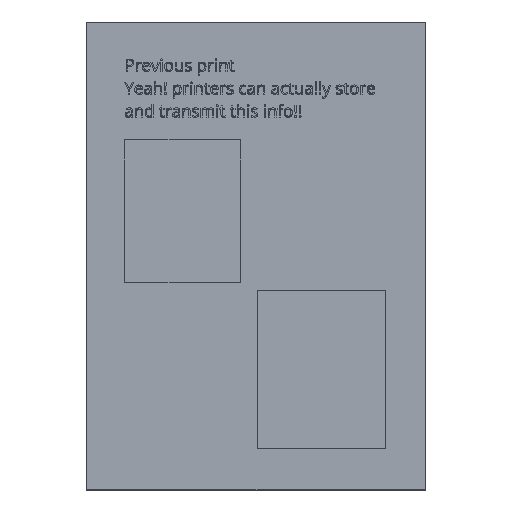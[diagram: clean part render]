
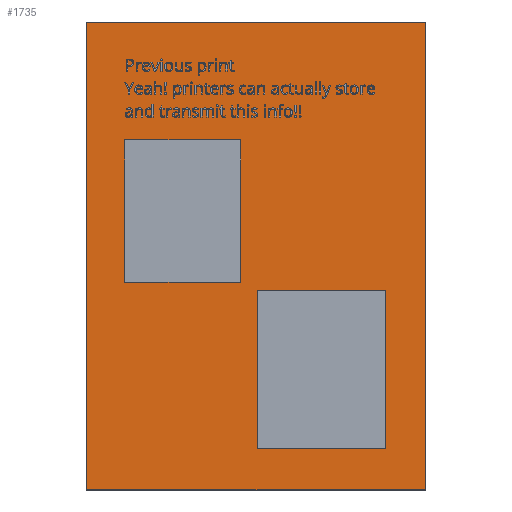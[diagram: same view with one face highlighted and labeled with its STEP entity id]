
A CAD part, top view. The second image highlights one B-rep face of the part: STEP entity #1735.
In plain terms, the highlighted planar face has unit normal (0, 0, 1).
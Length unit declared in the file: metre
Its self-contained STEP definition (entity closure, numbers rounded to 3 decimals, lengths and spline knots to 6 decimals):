
#1735 = ADVANCED_FACE( '', ( #4625 ), #4626, .T. );
#4625 = FACE_OUTER_BOUND( '', #8863, .T. );
#4626 = PLANE( '', #8864 );
#8863 = EDGE_LOOP( '', ( #13577, #13578, #13579, #13580 ) );
#8864 = AXIS2_PLACEMENT_3D( '', #13581, #13582, #13583 );
#13577 = ORIENTED_EDGE( '', *, *, #25946, .F. );
#13578 = ORIENTED_EDGE( '', *, *, #25947, .T. );
#13579 = ORIENTED_EDGE( '', *, *, #25948, .T. );
#13580 = ORIENTED_EDGE( '', *, *, #25949, .F. );
#13581 = CARTESIAN_POINT( '', ( 0.011187, -0.015439, 0.00254 ) );
#13582 = DIRECTION( '', ( 0., 0., 1. ) );
#13583 = DIRECTION( '', ( 1., 0., 0. ) );
#25946 = EDGE_CURVE( '', #30721, #30722, #30723, .T. );
#25947 = EDGE_CURVE( '', #30721, #30724, #30725, .T. );
#25948 = EDGE_CURVE( '', #30724, #30726, #30727, .T. );
#25949 = EDGE_CURVE( '', #30722, #30726, #30728, .T. );
#30721 = VERTEX_POINT( '', #37776 );
#30722 = VERTEX_POINT( '', #37777 );
#30723 = LINE( '', #37778, #37779 );
#30724 = VERTEX_POINT( '', #37780 );
#30725 = LINE( '', #37781, #37782 );
#30726 = VERTEX_POINT( '', #37783 );
#30727 = LINE( '', #37784, #37785 );
#30728 = LINE( '', #37786, #37787 );
#37776 = CARTESIAN_POINT( '', ( -0.051662, 0.071427, 0.00254 ) );
#37777 = CARTESIAN_POINT( '', ( 0.074035, 0.071427, 0.00254 ) );
#37778 = CARTESIAN_POINT( '', ( 0.011187, 0.071427, 0.00254 ) );
#37779 = VECTOR( '', #48989, 1. );
#37780 = CARTESIAN_POINT( '', ( -0.051662, -0.102306, 0.00254 ) );
#37781 = CARTESIAN_POINT( '', ( -0.051662, -0.015439, 0.00254 ) );
#37782 = VECTOR( '', #48990, 1. );
#37783 = CARTESIAN_POINT( '', ( 0.074035, -0.102306, 0.00254 ) );
#37784 = CARTESIAN_POINT( '', ( 0.011187, -0.102306, 0.00254 ) );
#37785 = VECTOR( '', #48991, 1. );
#37786 = CARTESIAN_POINT( '', ( 0.074035, -0.015439, 0.00254 ) );
#37787 = VECTOR( '', #48992, 1. );
#48989 = DIRECTION( '', ( 1., 0., 0. ) );
#48990 = DIRECTION( '', ( 0., -1., 0. ) );
#48991 = DIRECTION( '', ( 1., 0., 0. ) );
#48992 = DIRECTION( '', ( 0., -1., 0. ) );
